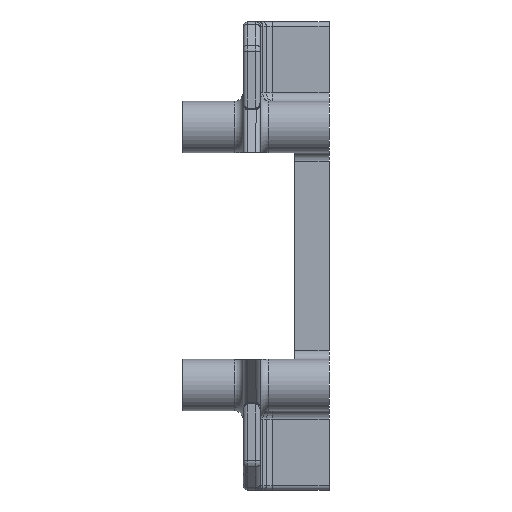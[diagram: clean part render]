
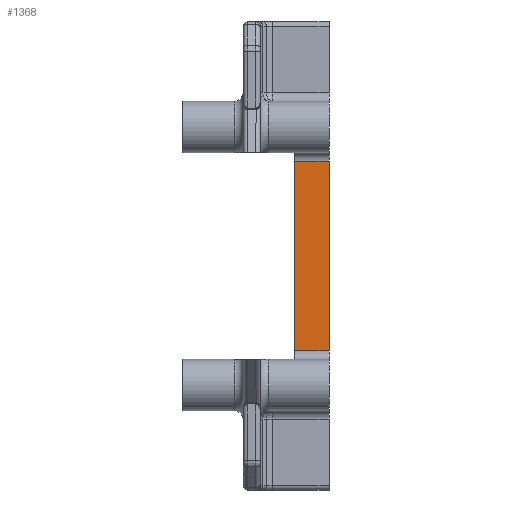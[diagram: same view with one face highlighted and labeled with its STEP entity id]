
A CAD part, left-side view. The second image highlights one B-rep face of the part: STEP entity #1368.
In plain terms, the highlighted planar face has unit normal (-1, 0, 0).
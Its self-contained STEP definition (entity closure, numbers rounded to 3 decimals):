
#56 = ORIENTED_EDGE ( 'NONE', *, *, #886, .T. ) ;
#143 = EDGE_CURVE ( 'NONE', #5708, #3893, #6445, .T. ) ;
#165 = ORIENTED_EDGE ( 'NONE', *, *, #4076, .T. ) ;
#379 = DIRECTION ( 'NONE',  ( 0., 0., -1. ) ) ;
#886 = EDGE_CURVE ( 'NONE', #3152, #3478, #5205, .T. ) ;
#907 = CARTESIAN_POINT ( 'NONE',  ( -17.2, 0., 0. ) ) ;
#993 = LINE ( 'NONE', #5767, #6015 ) ;
#1016 = VECTOR ( 'NONE', #1039, 1000. ) ;
#1039 = DIRECTION ( 'NONE',  ( 0., 0., -1. ) ) ;
#1212 = ORIENTED_EDGE ( 'NONE', *, *, #6771, .T. ) ;
#1368 = ADVANCED_FACE ( 'NONE', ( #3243 ), #5657, .T. ) ;
#1467 = CARTESIAN_POINT ( 'NONE',  ( -17.2, 0., -11. ) ) ;
#2068 = DIRECTION ( 'NONE',  ( 0., 0., 1. ) ) ;
#2658 = CARTESIAN_POINT ( 'NONE',  ( -17.2, 4., 0. ) ) ;
#2668 = CARTESIAN_POINT ( 'NONE',  ( -17.2, 4., 0. ) ) ;
#2943 = EDGE_LOOP ( 'NONE', ( #7220, #165, #56, #1212 ) ) ;
#3152 = VERTEX_POINT ( 'NONE', #5758 ) ;
#3243 = FACE_OUTER_BOUND ( 'NONE', #2943, .T. ) ;
#3478 = VERTEX_POINT ( 'NONE', #6782 ) ;
#3643 = VECTOR ( 'NONE', #7177, 1000. ) ;
#3893 = VERTEX_POINT ( 'NONE', #1467 ) ;
#4076 = EDGE_CURVE ( 'NONE', #5708, #3152, #7742, .T. ) ;
#4630 = DIRECTION ( 'NONE',  ( 0., -1., 0. ) ) ;
#4810 = VECTOR ( 'NONE', #379, 1000. ) ;
#5205 = LINE ( 'NONE', #2668, #4810 ) ;
#5657 = PLANE ( 'NONE',  #6085 ) ;
#5708 = VERTEX_POINT ( 'NONE', #7630 ) ;
#5758 = CARTESIAN_POINT ( 'NONE',  ( -17.2, 4., 11. ) ) ;
#5767 = CARTESIAN_POINT ( 'NONE',  ( -17.2, 4., -11. ) ) ;
#6015 = VECTOR ( 'NONE', #4630, 1000. ) ;
#6085 = AXIS2_PLACEMENT_3D ( 'NONE', #2658, #7467, #2068 ) ;
#6445 = LINE ( 'NONE', #907, #1016 ) ;
#6521 = CARTESIAN_POINT ( 'NONE',  ( -17.2, 4., 11. ) ) ;
#6771 = EDGE_CURVE ( 'NONE', #3478, #3893, #993, .T. ) ;
#6782 = CARTESIAN_POINT ( 'NONE',  ( -17.2, 4., -11. ) ) ;
#7177 = DIRECTION ( 'NONE',  ( 0., 1., 0. ) ) ;
#7220 = ORIENTED_EDGE ( 'NONE', *, *, #143, .F. ) ;
#7467 = DIRECTION ( 'NONE',  ( -1., 0., 0. ) ) ;
#7630 = CARTESIAN_POINT ( 'NONE',  ( -17.2, 0., 11. ) ) ;
#7742 = LINE ( 'NONE', #6521, #3643 ) ;
